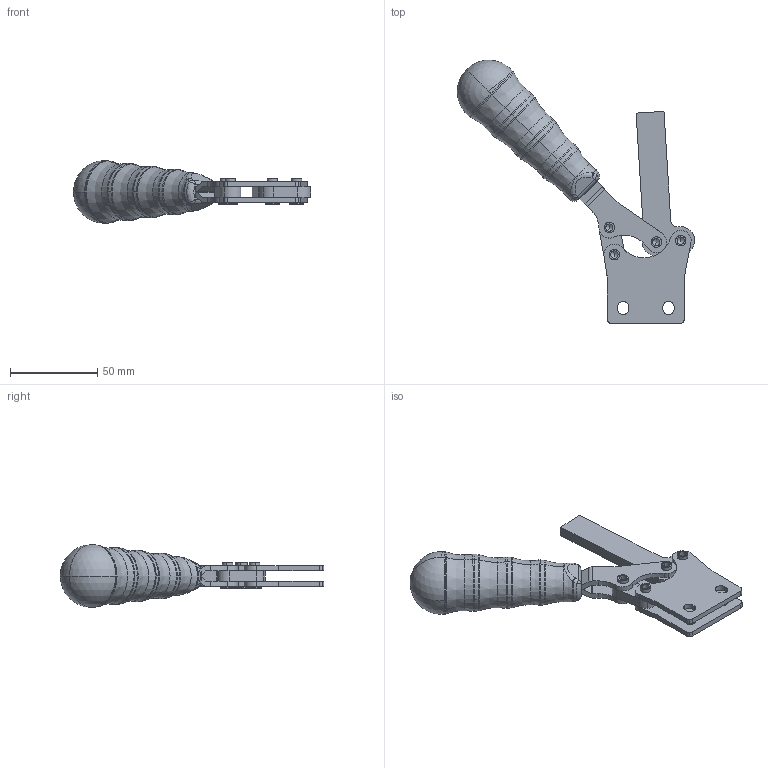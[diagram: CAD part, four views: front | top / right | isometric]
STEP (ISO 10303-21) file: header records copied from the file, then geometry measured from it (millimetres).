
FILE_DESCRIPTION((''),'2;1');
FILE_NAME('123F.1-opened.stp','2005-09-27T15:42:41',('Kysilko'),(''),'Autodesk Inventor 8','Autodesk Inventor 8','');
FILE_SCHEMA(('AUTOMOTIVE_DESIGN { 1 0 10303 214 1 1 1 1 }'));
Length unit declared in the file: millimetre
Products named in the file (1): Part19
Bounding box: 135.94 x 151.05 x 36 mm (x, y, z)
Volume: 87463.1 mm3; surface area: 30932.7 mm2
Topology: 1 solids, 5 shells, 871 faces, 2344 edges, 1337 vertices
Faces by surface type: plane 353, cone 314, cylinder 94, bspline 88, sphere 14, torus 8
Entity records: 30136 total; most frequent: CARTESIAN_POINT 9427, ORIENTED_EDGE 4660, DIRECTION 4310, EDGE_CURVE 2330, AXIS2_PLACEMENT_3D 1786, VERTEX_POINT 1337, EDGE_LOOP 1045, CIRCLE 1002
